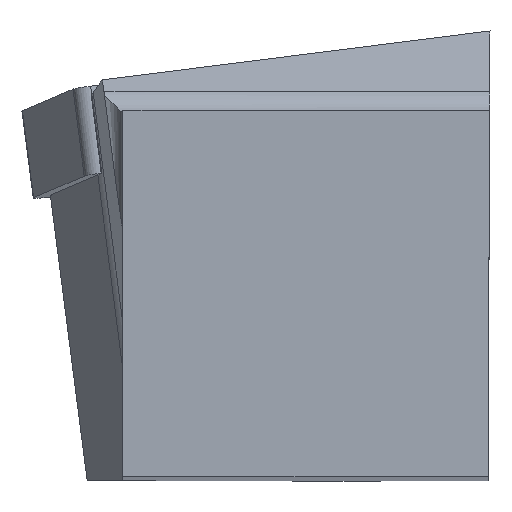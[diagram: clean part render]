
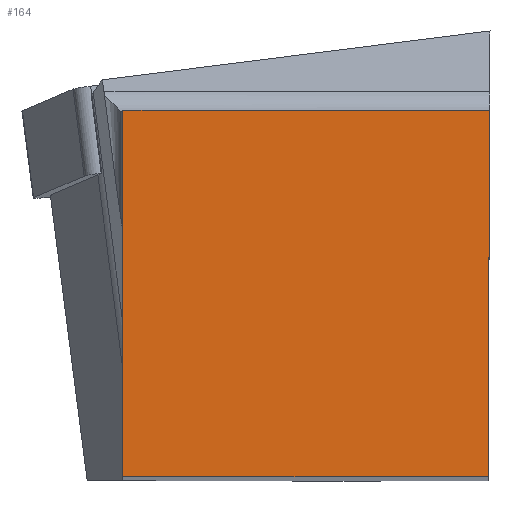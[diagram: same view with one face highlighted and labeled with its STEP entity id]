
A CAD part, top view. The second image highlights one B-rep face of the part: STEP entity #164.
In plain terms, the highlighted planar face has unit normal (0, 0, 1).
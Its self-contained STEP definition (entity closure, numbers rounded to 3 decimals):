
#130=FACE_OUTER_BOUND('',#358,.T.);
#164=ADVANCED_FACE('SHANK_FACE_BACK',(#130),#192,.F.);
#192=PLANE('',#821);
#229=LINE('',#1201,#290);
#248=LINE('',#1273,#309);
#251=LINE('',#1279,#312);
#252=LINE('',#1281,#313);
#290=VECTOR('',#932,1.);
#309=VECTOR('',#981,1.);
#312=VECTOR('',#990,1.);
#313=VECTOR('',#991,1.);
#358=EDGE_LOOP('',(#488,#489,#490,#491));
#488=ORIENTED_EDGE('',*,*,#680,.F.);
#489=ORIENTED_EDGE('',*,*,#648,.T.);
#490=ORIENTED_EDGE('',*,*,#677,.T.);
#491=ORIENTED_EDGE('',*,*,#681,.F.);
#581=VERTEX_POINT('',#1200);
#582=VERTEX_POINT('',#1202);
#603=VERTEX_POINT('',#1272);
#604=VERTEX_POINT('',#1280);
#648=EDGE_CURVE('',#582,#581,#229,.T.);
#677=EDGE_CURVE('',#581,#603,#248,.T.);
#680=EDGE_CURVE('',#582,#604,#251,.T.);
#681=EDGE_CURVE('',#604,#603,#252,.T.);
#821=AXIS2_PLACEMENT_3D('',#1282,#992,#993);
#932=DIRECTION('',(1.,0.,0.));
#981=DIRECTION('',(0.004,1.,0.));
#990=DIRECTION('',(0.,1.,0.));
#991=DIRECTION('',(1.,0.,0.));
#992=DIRECTION('',(0.,0.,-1.));
#993=DIRECTION('',(-0.992,-0.128,0.));
#1200=CARTESIAN_POINT('',(-0.087,0.,0.));
#1201=CARTESIAN_POINT('',(-35.808,0.,0.));
#1202=CARTESIAN_POINT('',(-19.875,0.,0.));
#1272=CARTESIAN_POINT('',(0.,19.875,0.));
#1273=CARTESIAN_POINT('',(-0.689,-137.944,0.));
#1279=CARTESIAN_POINT('',(-19.875,-6.494,0.));
#1280=CARTESIAN_POINT('',(-19.875,19.875,0.));
#1281=CARTESIAN_POINT('',(-35.808,19.875,0.));
#1282=CARTESIAN_POINT('',(0.,0.,
0.));
